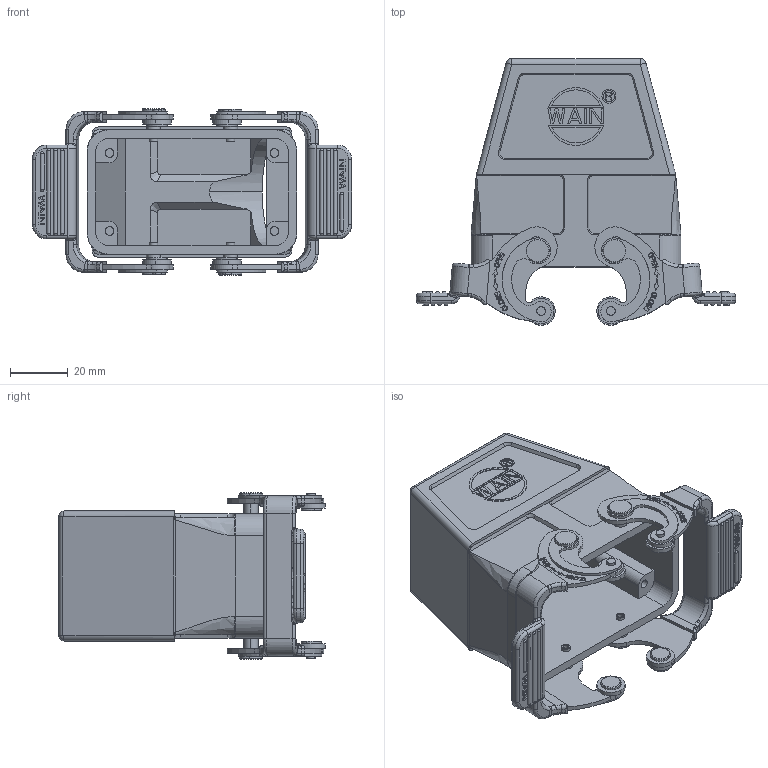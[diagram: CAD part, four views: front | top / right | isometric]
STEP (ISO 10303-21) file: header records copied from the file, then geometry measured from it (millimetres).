
FILE_DESCRIPTION((''),'2;1');
FILE_NAME('_PRT0002_2','2018-11-02T',('lishuang.ye'),(''),'PRO/ENGINEER BY PARAMETRIC TECHNOLOGY CORPORATION, 2010180','PRO/ENGINEER BY PARAMETRIC TECHNOLOGY CORPORATION, 2010180','');
FILE_SCHEMA(('AUTOMOTIVE_DESIGN_CC2 { 1 2 10303 214 -1 1 5 2 }'));
Products named in the file (1): _PRT0002_2
Bounding box: 110.4 x 92.2 x 57.5 mm (x, y, z)
Volume: 66181.2 mm3; surface area: 45714.6 mm2
Topology: 1 solids, 1 shells, 1492 faces, 3973 edges, 2643 vertices
Faces by surface type: plane 808, cylinder 302, extrusion 154, bspline 80, cone 56, torus 56, sphere 36
Entity records: 59717 total; most frequent: CARTESIAN_POINT 15152, ORIENTED_EDGE 7918, DIRECTION 7044, EDGE_CURVE 3959, VERTEX_POINT 2643, VECTOR 2508, LINE 2354, AXIS2_PLACEMENT_3D 2268
